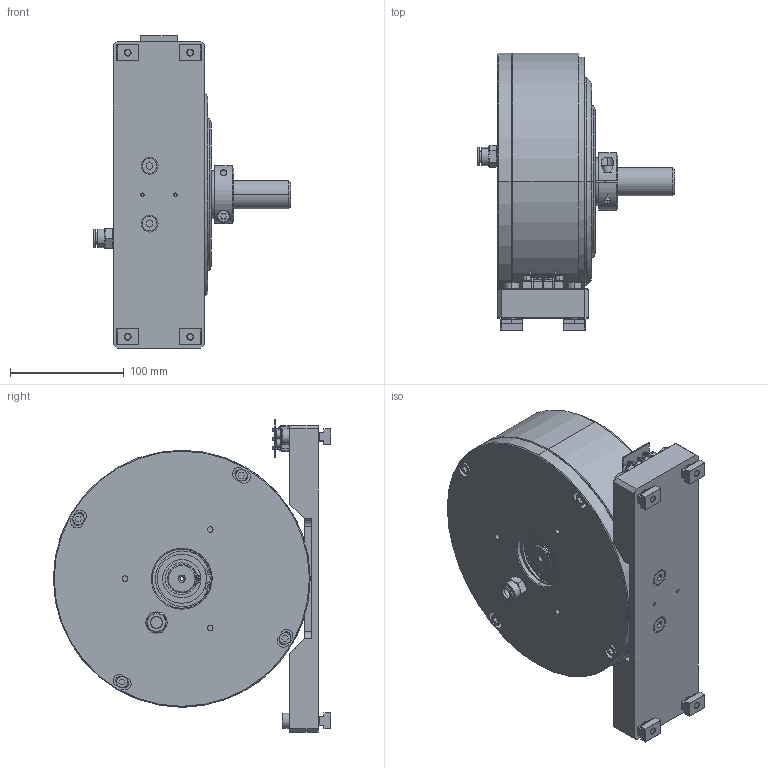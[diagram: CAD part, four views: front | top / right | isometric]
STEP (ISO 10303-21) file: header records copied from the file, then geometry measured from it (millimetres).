
FILE_DESCRIPTION (( 'STEP AP214' ), '1' );
FILE_NAME ('AHB-12_E_EF.STEP', '2014-03-13T18:03:46', ( 'magtrol' ), ( '' ), 'SwSTEP 2.0', 'SolidWorks 2014', '' );
FILE_SCHEMA (( 'AUTOMOTIVE_DESIGN' ));
Length unit declared in the file: inch
Products named in the file (1): AHB-12_E_EF
Bounding box: 173.5 x 244.03 x 274.74 mm (x, y, z)
Surface area: 289921.6 mm2 (no closed solid volume)
Topology: 0 solids, 55 shells, 697 faces, 2434 edges, 1779 vertices
Faces by surface type: plane 310, cylinder 265, cone 88, torus 17, bspline 17
Entity records: 37167 total; most frequent: CARTESIAN_POINT 7470, DIRECTION 4352, ORIENTED_EDGE 3710, EDGE_CURVE 2434, VERTEX_POINT 1779, AXIS2_PLACEMENT_3D 1540, LINE 1272, VECTOR 1272
